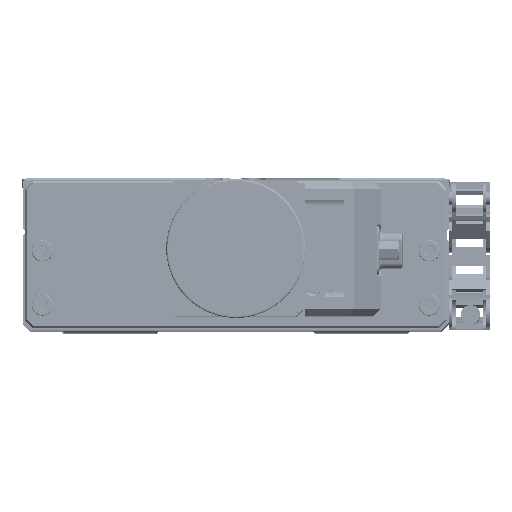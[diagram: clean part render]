
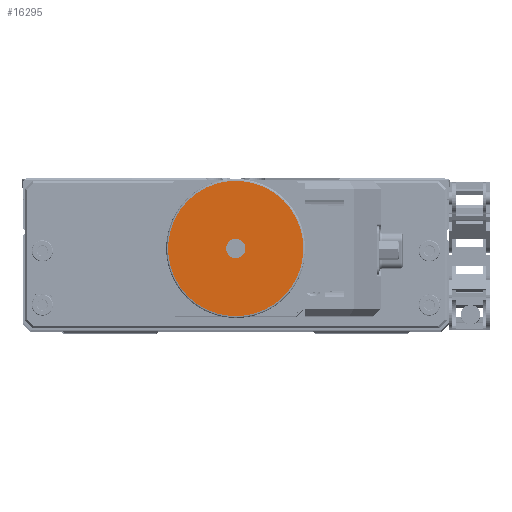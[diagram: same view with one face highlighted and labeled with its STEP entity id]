
A CAD part, top view. The second image highlights one B-rep face of the part: STEP entity #16295.
In plain terms, the highlighted face is planar.
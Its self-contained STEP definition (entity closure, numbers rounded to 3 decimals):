
#1019 = DIRECTION ( 'NONE',  ( -1., 0., 0. ) ) ;
#7109 = DIRECTION ( 'NONE',  ( -1., 0., 0. ) ) ;
#9387 = CARTESIAN_POINT ( 'NONE',  ( -15., 0., 0. ) ) ;
#11481 = DIRECTION ( 'NONE',  ( 0., 0., 1. ) ) ;
#15841 = EDGE_LOOP ( 'NONE', ( #66559, #90919 ) ) ;
#16295 = ADVANCED_FACE ( 'NONE', ( #23999, #89020 ), #56163, .T. ) ;
#17031 = ORIENTED_EDGE ( 'NONE', *, *, #101437, .T. ) ;
#23999 = FACE_OUTER_BOUND ( 'NONE', #15841, .T. ) ;
#26834 = AXIS2_PLACEMENT_3D ( 'NONE', #114099, #7109, #123931 ) ;
#27620 = VERTEX_POINT ( 'NONE', #120790 ) ;
#35848 = VERTEX_POINT ( 'NONE', #49790 ) ;
#39827 = CIRCLE ( 'NONE', #53243, 2.5 ) ;
#40881 = EDGE_CURVE ( 'NONE', #83912, #35848, #39827, .T. ) ;
#40963 = CIRCLE ( 'NONE', #81250, 17.5 ) ;
#42781 = CIRCLE ( 'NONE', #132175, 2.5 ) ;
#49153 = EDGE_CURVE ( 'NONE', #73616, #27620, #40963, .T. ) ;
#49790 = CARTESIAN_POINT ( 'NONE',  ( -15., 0., -2.5 ) ) ;
#51301 = CARTESIAN_POINT ( 'NONE',  ( -15., 0., 0. ) ) ;
#52689 = DIRECTION ( 'NONE',  ( -1., 0., 0. ) ) ;
#53243 = AXIS2_PLACEMENT_3D ( 'NONE', #51301, #105876, #96052 ) ;
#55526 = CIRCLE ( 'NONE', #124687, 17.5 ) ;
#56163 = PLANE ( 'NONE',  #26834 ) ;
#64628 = CARTESIAN_POINT ( 'NONE',  ( -15., 0., 0. ) ) ;
#66559 = ORIENTED_EDGE ( 'NONE', *, *, #77172, .T. ) ;
#73616 = VERTEX_POINT ( 'NONE', #95279 ) ;
#77172 = EDGE_CURVE ( 'NONE', #27620, #73616, #55526, .T. ) ;
#78055 = CARTESIAN_POINT ( 'NONE',  ( -15., 0., 2.5 ) ) ;
#79947 = CARTESIAN_POINT ( 'NONE',  ( -15., 0., 0. ) ) ;
#81250 = AXIS2_PLACEMENT_3D ( 'NONE', #9387, #1019, #11481 ) ;
#83912 = VERTEX_POINT ( 'NONE', #78055 ) ;
#89020 = FACE_BOUND ( 'NONE', #99103, .T. ) ;
#90919 = ORIENTED_EDGE ( 'NONE', *, *, #49153, .T. ) ;
#95279 = CARTESIAN_POINT ( 'NONE',  ( -15., 0., -17.5 ) ) ;
#96052 = DIRECTION ( 'NONE',  ( 0., 0., -1. ) ) ;
#99103 = EDGE_LOOP ( 'NONE', ( #17031, #129985 ) ) ;
#100926 = DIRECTION ( 'NONE',  ( 1., 0., 0. ) ) ;
#101437 = EDGE_CURVE ( 'NONE', #35848, #83912, #42781, .T. ) ;
#105876 = DIRECTION ( 'NONE',  ( 1., 0., 0. ) ) ;
#114099 = CARTESIAN_POINT ( 'NONE',  ( -15., 0., 8.75 ) ) ;
#117043 = DIRECTION ( 'NONE',  ( 0., 0., 1. ) ) ;
#120790 = CARTESIAN_POINT ( 'NONE',  ( -15., 0., 17.5 ) ) ;
#123931 = DIRECTION ( 'NONE',  ( 0., 0., 1. ) ) ;
#124687 = AXIS2_PLACEMENT_3D ( 'NONE', #64628, #52689, #117043 ) ;
#129985 = ORIENTED_EDGE ( 'NONE', *, *, #40881, .T. ) ;
#132175 = AXIS2_PLACEMENT_3D ( 'NONE', #79947, #100926, #133066 ) ;
#133066 = DIRECTION ( 'NONE',  ( 0., 0., -1. ) ) ;
